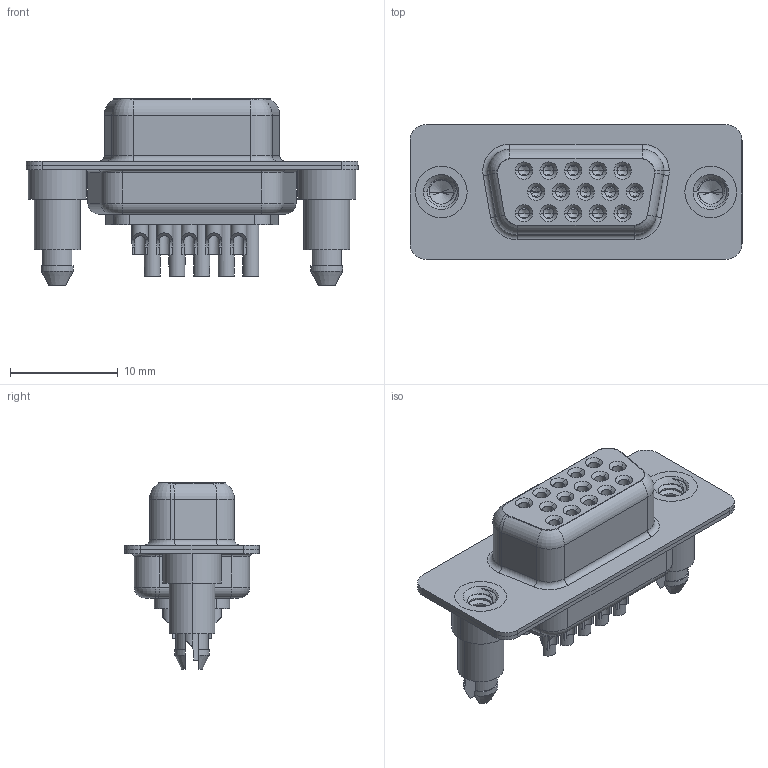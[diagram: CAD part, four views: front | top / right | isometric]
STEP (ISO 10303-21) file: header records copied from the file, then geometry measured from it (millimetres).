
FILE_DESCRIPTION (( 'STEP AP203' ), '1' );
FILE_NAME ('638-M15-232-BN5.STEP', '2022-07-05T18:16:31', ( '' ), ( '' ), 'SwSTEP 2.0', 'SolidWorks 2020', '' );
FILE_SCHEMA (( 'CONFIG_CONTROL_DESIGN' ));
Length unit declared in the file: millimetre
Products named in the file (8): 638M Contact Row 2_32; 638M Shell Rear_15 Contacts; 638M 4-40 Threaded Boardlock; 638M Contact Row 1_32; 638-M15-232-BN5; 638M Shell Front_15 Contacts; 638M Housing_15 Contacts; 638M Contact Row 3_32
Assembly tree (20 placements, depth 2):
  638-M15-232-BN5
    638M Housing_15 Contacts
    638M Shell Front_15 Contacts
    638M Shell Rear_15 Contacts
    638M Contact Row 1_32  x5
    638M Contact Row 2_32  x5
    638M Contact Row 3_32  x5
    638M 4-40 Threaded Boardlock  x2
Bounding box: 30.8 x 12.5 x 17.3 mm (x, y, z)
Volume: 1792.8 mm3; surface area: 5765.4 mm2
Topology: 20 solids, 20 shells, 1154 faces, 2857 edges, 1773 vertices
Faces by surface type: cylinder 484, plane 338, torus 177, cone 149, bspline 6
Entity records: 20232 total; most frequent: CARTESIAN_POINT 4973, DIRECTION 3165, ORIENTED_EDGE 2800, EDGE_CURVE 1400, AXIS2_PLACEMENT_3D 1309, VERTEX_POINT 886, EDGE_LOOP 698, CIRCLE 697
